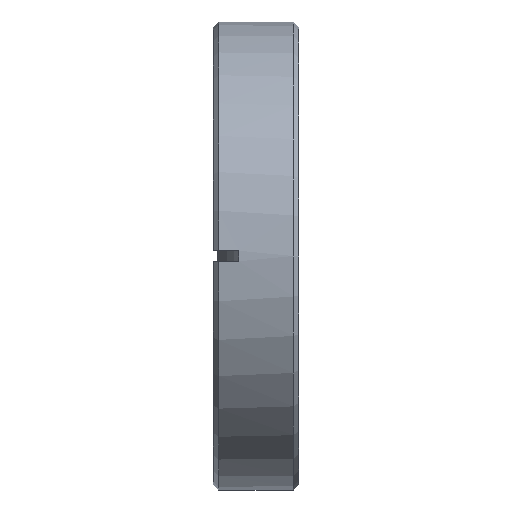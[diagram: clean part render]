
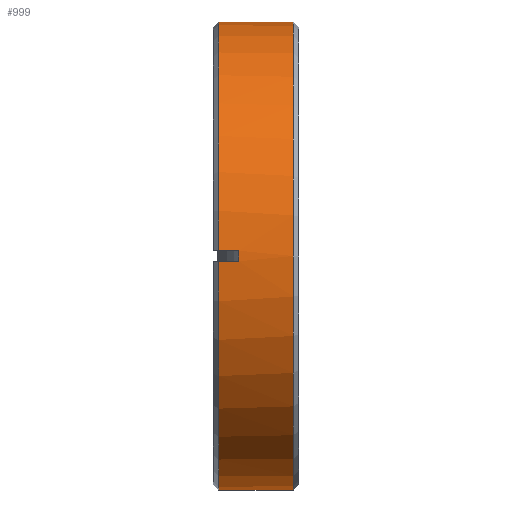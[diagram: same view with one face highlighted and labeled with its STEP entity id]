
A CAD part, left-side view. The second image highlights one B-rep face of the part: STEP entity #999.
In plain terms, the highlighted cylindrical face has radius 34.925 mm (diameter 69.85 mm), a partial arc.
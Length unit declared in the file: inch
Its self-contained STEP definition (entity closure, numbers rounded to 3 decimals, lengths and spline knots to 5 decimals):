
#1 = LINE ( 'NONE', #1346, #2270 ) ;
#2 = VECTOR ( 'NONE', #1350, 39.37008 ) ;
#5 = LINE ( 'NONE', #1351, #2 ) ;
#8 = CIRCLE ( 'NONE', #2342, 1.375 ) ;
#87 = VECTOR ( 'NONE', #1646, 39.37008 ) ;
#89 = LINE ( 'NONE', #1651, #87 ) ;
#172 = CIRCLE ( 'NONE', #1748, 1.375 ) ;
#177 = VECTOR ( 'NONE', #655, 39.37008 ) ;
#180 = LINE ( 'NONE', #657, #177 ) ;
#228 = CYLINDRICAL_SURFACE ( 'NONE', #1826, 1.375 ) ;
#232 = FACE_OUTER_BOUND ( 'NONE', #1948, .T. ) ;
#456 = ORIENTED_EDGE ( 'NONE', *, *, #1860, .F. ) ;
#457 = ORIENTED_EDGE ( 'NONE', *, *, #2182, .F. ) ;
#458 = ORIENTED_EDGE ( 'NONE', *, *, #1752, .T. ) ;
#459 = ORIENTED_EDGE ( 'NONE', *, *, #2168, .T. ) ;
#460 = ORIENTED_EDGE ( 'NONE', *, *, #2170, .T. ) ;
#461 = ORIENTED_EDGE ( 'NONE', *, *, #2155, .T. ) ;
#462 = ORIENTED_EDGE ( 'NONE', *, *, #2172, .T. ) ;
#463 = ORIENTED_EDGE ( 'NONE', *, *, #1768, .T. ) ;
#622 = DIRECTION ( 'NONE',  ( 0., 0., 1. ) ) ;
#624 = DIRECTION ( 'NONE',  ( 0., -1., 0. ) ) ;
#625 = CARTESIAN_POINT ( 'NONE',  ( 0., 0.47, 0. ) ) ;
#655 = DIRECTION ( 'NONE',  ( 0., 1., 0. ) ) ;
#657 = CARTESIAN_POINT ( 'NONE',  ( 0., 0., 1.375 ) ) ;
#731 = CARTESIAN_POINT ( 'NONE',  ( -1.37465, 0.35212, -0.031 ) ) ;
#784 = CARTESIAN_POINT ( 'NONE',  ( -1.37465, 0.47, -0.031 ) ) ;
#786 = CARTESIAN_POINT ( 'NONE',  ( -1.37465, 0.47, 0.031 ) ) ;
#787 = CARTESIAN_POINT ( 'NONE',  ( 0., 0.47, 1.375 ) ) ;
#793 = CARTESIAN_POINT ( 'NONE',  ( 0., 0.47, -1.375 ) ) ;
#796 = CARTESIAN_POINT ( 'NONE',  ( -1.37465, 0.35212, 0.031 ) ) ;
#804 = CARTESIAN_POINT ( 'NONE',  ( 0., 0., 0. ) ) ;
#805 = DIRECTION ( 'NONE',  ( 0., 1., 0. ) ) ;
#808 = DIRECTION ( 'NONE',  ( 0., 0., 1. ) ) ;
#999 = ADVANCED_FACE ( 'NONE', ( #232 ), #228, .T. ) ;
#1008 = VERTEX_POINT ( 'NONE', #796 ) ;
#1011 = VERTEX_POINT ( 'NONE', #793 ) ;
#1017 = VERTEX_POINT ( 'NONE', #787 ) ;
#1018 = VERTEX_POINT ( 'NONE', #786 ) ;
#1020 = VERTEX_POINT ( 'NONE', #784 ) ;
#1070 = VERTEX_POINT ( 'NONE', #731 ) ;
#1088 = B_SPLINE_CURVE_WITH_KNOTS ( 'NONE', 3,
 ( #1429, #1428, #1417, #1416 ),
 .UNSPECIFIED., .F., .F.,
 ( 4, 4 ),
 ( 0., 0.00157 ),
 .UNSPECIFIED. ) ;
#1288 = DIRECTION ( 'NONE',  ( 0., 0., 1. ) ) ;
#1292 = DIRECTION ( 'NONE',  ( 0., -1., 0. ) ) ;
#1293 = CARTESIAN_POINT ( 'NONE',  ( 0., 0.03, 0. ) ) ;
#1341 = DIRECTION ( 'NONE',  ( 0., 1., 0. ) ) ;
#1346 = CARTESIAN_POINT ( 'NONE',  ( -1.37465, 0., -0.031 ) ) ;
#1350 = DIRECTION ( 'NONE',  ( 0., -1., 0. ) ) ;
#1351 = CARTESIAN_POINT ( 'NONE',  ( -1.37465, 0., 0.031 ) ) ;
#1355 = DIRECTION ( 'NONE',  ( 0., 0., 1. ) ) ;
#1356 = DIRECTION ( 'NONE',  ( 0., -1., 0. ) ) ;
#1357 = CARTESIAN_POINT ( 'NONE',  ( 0., 0.47, 0. ) ) ;
#1416 = CARTESIAN_POINT ( 'NONE',  ( -1.37465, 0.35212, -0.031 ) ) ;
#1417 = CARTESIAN_POINT ( 'NONE',  ( -1.37512, 0.35206, -0.01033 ) ) ;
#1428 = CARTESIAN_POINT ( 'NONE',  ( -1.37512, 0.35206, 0.01033 ) ) ;
#1429 = CARTESIAN_POINT ( 'NONE',  ( -1.37465, 0.35212, 0.031 ) ) ;
#1511 = CARTESIAN_POINT ( 'NONE',  ( 0., 0.03, -1.375 ) ) ;
#1512 = CARTESIAN_POINT ( 'NONE',  ( 0., 0.03, 1.375 ) ) ;
#1646 = DIRECTION ( 'NONE',  ( 0., 1., 0. ) ) ;
#1651 = CARTESIAN_POINT ( 'NONE',  ( 0., 0., -1.375 ) ) ;
#1748 = AXIS2_PLACEMENT_3D ( 'NONE', #625, #624, #622 ) ;
#1752 = EDGE_CURVE ( 'NONE', #2108, #1017, #180, .T. ) ;
#1768 = EDGE_CURVE ( 'NONE', #1020, #1011, #172, .T. ) ;
#1826 = AXIS2_PLACEMENT_3D ( 'NONE', #804, #805, #808 ) ;
#1860 = EDGE_CURVE ( 'NONE', #2110, #1011, #89, .T. ) ;
#1948 = EDGE_LOOP ( 'NONE', ( #456, #457, #458, #459, #460, #461, #462, #463 ) ) ;
#2108 = VERTEX_POINT ( 'NONE', #1512 ) ;
#2110 = VERTEX_POINT ( 'NONE', #1511 ) ;
#2155 = EDGE_CURVE ( 'NONE', #1008, #1070, #1088, .T. ) ;
#2168 = EDGE_CURVE ( 'NONE', #1017, #1018, #8, .T. ) ;
#2170 = EDGE_CURVE ( 'NONE', #1018, #1008, #5, .T. ) ;
#2172 = EDGE_CURVE ( 'NONE', #1070, #1020, #1, .T. ) ;
#2182 = EDGE_CURVE ( 'NONE', #2108, #2110, #2260, .T. ) ;
#2260 = CIRCLE ( 'NONE', #2331, 1.375 ) ;
#2270 = VECTOR ( 'NONE', #1341, 39.37008 ) ;
#2331 = AXIS2_PLACEMENT_3D ( 'NONE', #1293, #1292, #1288 ) ;
#2342 = AXIS2_PLACEMENT_3D ( 'NONE', #1357, #1356, #1355 ) ;
